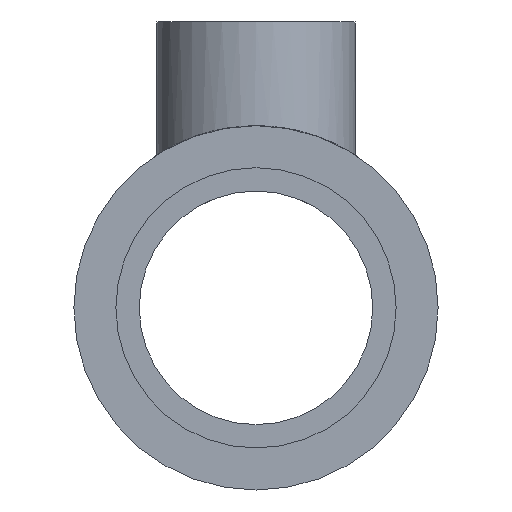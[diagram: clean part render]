
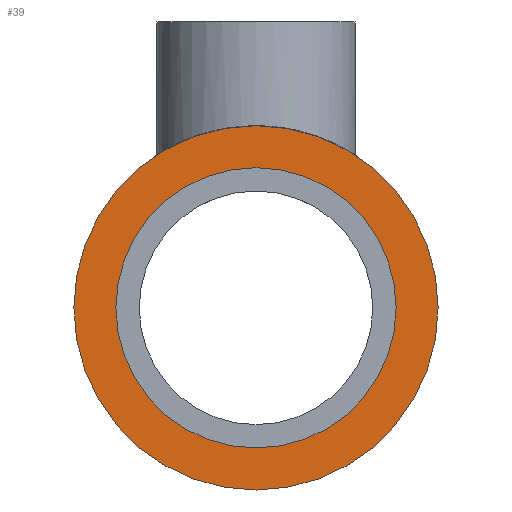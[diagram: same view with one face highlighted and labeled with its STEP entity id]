
A CAD part, left-side view. The second image highlights one B-rep face of the part: STEP entity #39.
In plain terms, the highlighted planar face has unit normal (-1, 0, 0).
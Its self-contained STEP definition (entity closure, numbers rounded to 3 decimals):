
#39 = ADVANCED_FACE( '', ( #84, #85 ), #86, .F. );
#84 = FACE_BOUND( '', #145, .T. );
#85 = FACE_OUTER_BOUND( '', #146, .T. );
#86 = PLANE( '', #147 );
#145 = EDGE_LOOP( '', ( #202 ) );
#146 = EDGE_LOOP( '', ( #203 ) );
#147 = AXIS2_PLACEMENT_3D( '', #204, #205, #206 );
#202 = ORIENTED_EDGE( '', *, *, #277, .T. );
#203 = ORIENTED_EDGE( '', *, *, #279, .F. );
#204 = CARTESIAN_POINT( '', ( -83.5, 0., 0. ) );
#205 = DIRECTION( '', ( 1., 0., 0. ) );
#206 = DIRECTION( '', ( 0., 0., -1. ) );
#277 = EDGE_CURVE( '', #305, #305, #306, .T. );
#279 = EDGE_CURVE( '', #308, #308, #309, .T. );
#305 = VERTEX_POINT( '', #346 );
#306 = CIRCLE( '', #347, 25. );
#308 = VERTEX_POINT( '', #349 );
#309 = CIRCLE( '', #350, 32.5 );
#346 = CARTESIAN_POINT( '', ( -83.5, 0., -25. ) );
#347 = AXIS2_PLACEMENT_3D( '', #580, #581, #582 );
#349 = CARTESIAN_POINT( '', ( -83.5, 32.5, 0. ) );
#350 = AXIS2_PLACEMENT_3D( '', #583, #584, #585 );
#580 = CARTESIAN_POINT( '', ( -83.5, 0., 0. ) );
#581 = DIRECTION( '', ( 1., 0., 0. ) );
#582 = DIRECTION( '', ( 0., 0., -1. ) );
#583 = CARTESIAN_POINT( '', ( -83.5, 0., 0. ) );
#584 = DIRECTION( '', ( 1., 0., 0. ) );
#585 = DIRECTION( '', ( 0., 1., 0. ) );
